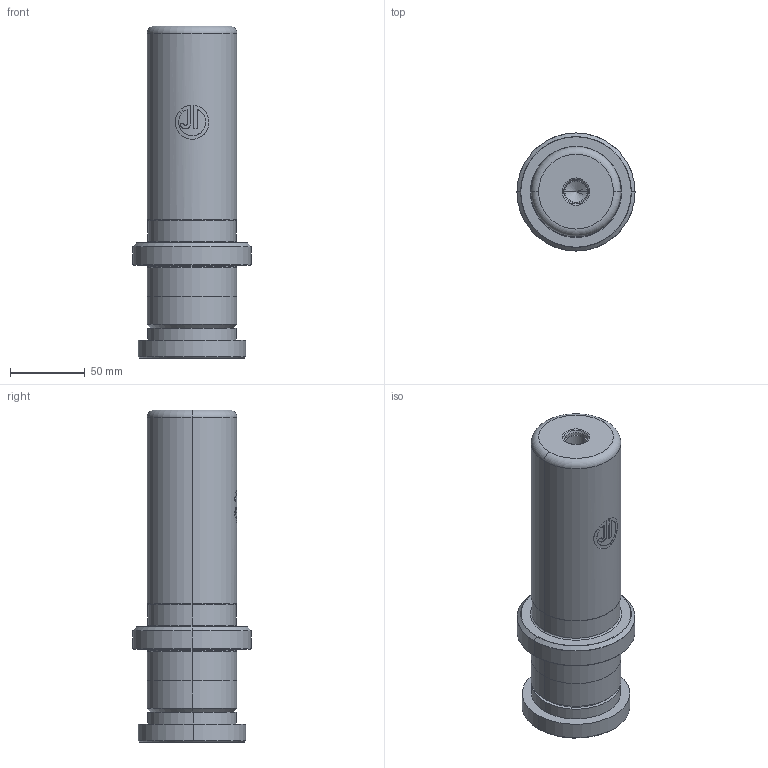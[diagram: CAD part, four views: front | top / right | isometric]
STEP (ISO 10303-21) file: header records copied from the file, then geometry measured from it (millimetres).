
FILE_DESCRIPTION (( 'STEP AP214' ), '1' );
FILE_NAME ('DRPM-D60-L160.STEP', '2025-02-25T02:34:36', ( '111' ), ( '21222' ), 'SwSTEP 2.0', 'SolidWorks 2020', '' );
FILE_SCHEMA (( 'AUTOMOTIVE_DESIGN' ));
Length unit declared in the file: millimetre
Products named in the file (3): DRPM-D60-L160; DRPM蹟簽D60
Assembly tree (2 placements, depth 2):
  DRPM-D60-L160
    DRPM-D60-L160
    DRPM蹟簽D60
Bounding box: 79 x 79 x 222 mm (x, y, z)
Volume: 641976.9 mm3; surface area: 65893.1 mm2
Topology: 2 solids, 2 shells, 93 faces, 198 edges, 118 vertices
Faces by surface type: cylinder 30, cone 22, plane 19, torus 14, bspline 8
Entity records: 4384 total; most frequent: CARTESIAN_POINT 2234, DIRECTION 452, ORIENTED_EDGE 388, AXIS2_PLACEMENT_3D 196, EDGE_CURVE 194, VERTEX_POINT 118, EDGE_LOOP 108, CIRCLE 106
